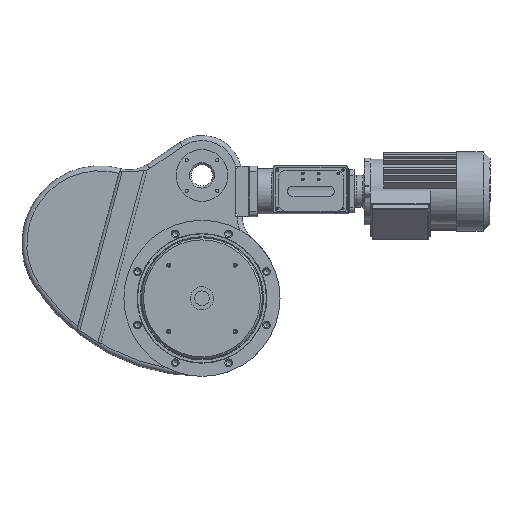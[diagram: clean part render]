
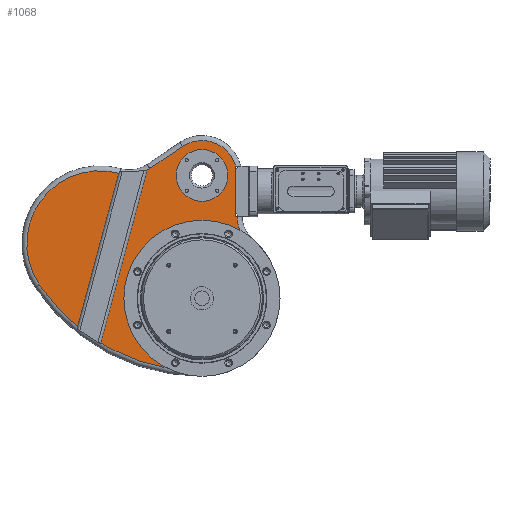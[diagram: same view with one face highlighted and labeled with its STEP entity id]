
A CAD part, front view. The second image highlights one B-rep face of the part: STEP entity #1068.
In plain terms, the highlighted face is planar.
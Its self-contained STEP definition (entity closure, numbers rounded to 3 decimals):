
#1068=ADVANCED_FACE('',(#1984,#1986,#1988),#1990,.F.);
#1984=FACE_BOUND('',#1985,.T.);
#1985=EDGE_LOOP('',(#7491,#7492,#7493,#7494,#7495,#7496,#7497,#7498,#7499,#7500));
#1986=FACE_BOUND('',#1987,.T.);
#1987=EDGE_LOOP('',(#7501));
#1988=FACE_BOUND('',#1989,.T.);
#1989=EDGE_LOOP('',(#7502));
#1990=PLANE('',#1991);
#1991=AXIS2_PLACEMENT_3D('',#1992,#1993,#1994);
#1992=CARTESIAN_POINT('',(0.,0.,-32.));
#1993=DIRECTION('',(0.,0.,1.));
#1994=DIRECTION('',(1.,0.,0.));
#7491=ORIENTED_EDGE('',*,*,#9839,.F.);
#7492=ORIENTED_EDGE('',*,*,#9876,.F.);
#7493=ORIENTED_EDGE('',*,*,#9877,.F.);
#7494=ORIENTED_EDGE('',*,*,#9878,.F.);
#7495=ORIENTED_EDGE('',*,*,#9879,.F.);
#7496=ORIENTED_EDGE('',*,*,#9880,.F.);
#7497=ORIENTED_EDGE('',*,*,#9832,.F.);
#7498=ORIENTED_EDGE('',*,*,#9881,.F.);
#7499=ORIENTED_EDGE('',*,*,#9882,.F.);
#7500=ORIENTED_EDGE('',*,*,#9883,.F.);
#7501=ORIENTED_EDGE('',*,*,#9884,.F.);
#7502=ORIENTED_EDGE('',*,*,#9885,.F.);
#9832=EDGE_CURVE('',#11141,#11142,#11143,.T.);
#9839=EDGE_CURVE('',#11154,#11156,#11157,.T.);
#9876=EDGE_CURVE('',#11219,#11154,#11220,.T.);
#9877=EDGE_CURVE('',#11221,#11219,#11222,.T.);
#9878=EDGE_CURVE('',#11223,#11221,#11224,.T.);
#9879=EDGE_CURVE('',#11225,#11223,#11226,.T.);
#9880=EDGE_CURVE('',#11142,#11225,#11227,.T.);
#9881=EDGE_CURVE('',#11228,#11141,#11229,.T.);
#9882=EDGE_CURVE('',#11230,#11228,#11231,.F.);
#9883=EDGE_CURVE('',#11156,#11230,#11232,.T.);
#9884=EDGE_CURVE('',#11233,#11233,#11234,.F.);
#9885=EDGE_CURVE('',#11235,#11235,#11236,.F.);
#11141=VERTEX_POINT('',#13887);
#11142=VERTEX_POINT('',#13888);
#11143=CIRCLE('',#13889,55.);
#11154=VERTEX_POINT('',#13991);
#11156=VERTEX_POINT('',#13996);
#11157=CIRCLE('',#13997,52.5);
#11219=VERTEX_POINT('',#14209);
#11220=LINE('',#14210,#14211);
#11221=VERTEX_POINT('',#14213);
#11222=CIRCLE('',#14214,55.);
#11223=VERTEX_POINT('',#14218);
#11224=CIRCLE('',#14219,110.);
#11225=VERTEX_POINT('',#14223);
#11226=CIRCLE('',#14224,295.);
#11227=CIRCLE('',#14228,110.);
#11228=VERTEX_POINT('',#14232);
#11229=LINE('',#14233,#14234);
#11230=VERTEX_POINT('',#14236);
#11231=LINE('',#14237,#14238);
#11232=LINE('',#14240,#14241);
#11233=VERTEX_POINT('',#14243);
#11234=CIRCLE('',#14244,100.);
#11235=VERTEX_POINT('',#14248);
#11236=CIRCLE('',#14249,34.);
#13887=CARTESIAN_POINT('',(64.957,123.,-32.));
#13888=CARTESIAN_POINT('',(45.833,83.45,-32.));
#13889=AXIS2_PLACEMENT_3D('',#13890,#13891,#13892);
#13890=CARTESIAN_POINT('',(10.,125.175,-32.));
#13891=DIRECTION('',(0.,0.,-1.));
#13892=DIRECTION('',(0.999,-0.04,0.));
#13991=CARTESIAN_POINT('',(146.858,228.524,-32.));
#13996=CARTESIAN_POINT('',(66.901,199.,-32.));
#13997=AXIS2_PLACEMENT_3D('',#13998,#13999,#14000);
#13998=CARTESIAN_POINT('',(117.5,185.,-32.));
#13999=DIRECTION('',(0.,0.,1.));
#14000=DIRECTION('',(0.559,0.829,0.));
#14209=CARTESIAN_POINT('',(196.06,195.337,-32.));
#14210=CARTESIAN_POINT('',(196.06,195.337,-32.));
#14211=VECTOR('',#14212,1.);
#14212=DIRECTION('',(-0.829,0.559,0.));
#14213=CARTESIAN_POINT('',(241.605,187.96,-32.));
#14214=AXIS2_PLACEMENT_3D('',#14215,#14216,#14217);
#14215=CARTESIAN_POINT('',(226.815,240.934,-32.));
#14216=DIRECTION('',(0.,0.,-1.));
#14217=DIRECTION('',(0.269,-0.963,0.));
#14218=CARTESIAN_POINT('',(362.073,20.048,-32.));
#14219=AXIS2_PLACEMENT_3D('',#14220,#14221,#14222);
#14220=CARTESIAN_POINT('',(271.186,82.012,-32.));
#14221=DIRECTION('',(0.,0.,1.));
#14222=DIRECTION('',(0.826,-0.563,0.));
#14223=CARTESIAN_POINT('',(117.5,-110.,-32.));
#14224=AXIS2_PLACEMENT_3D('',#14225,#14226,#14227);
#14225=CARTESIAN_POINT('',(117.5,185.,-32.));
#14226=DIRECTION('',(0.,0.,1.));
#14227=DIRECTION('',(0.,-1.,0.));
#14228=AXIS2_PLACEMENT_3D('',#14229,#14230,#14231);
#14229=CARTESIAN_POINT('',(117.5,0.,-32.));
#14230=DIRECTION('',(0.,0.,1.));
#14231=DIRECTION('',(-0.652,0.759,0.));
#14232=CARTESIAN_POINT('',(67.5,123.,-32.));
#14233=CARTESIAN_POINT('',(67.5,123.,-32.));
#14234=VECTOR('',#14235,1.);
#14235=DIRECTION('',(-1.,0.,0.));
#14236=CARTESIAN_POINT('',(67.5,199.,-32.));
#14237=CARTESIAN_POINT('',(67.5,123.,-32.));
#14238=VECTOR('',#14239,1.);
#14239=DIRECTION('',(0.,1.,0.));
#14240=CARTESIAN_POINT('',(66.901,199.,-32.));
#14241=VECTOR('',#14242,1.);
#14242=DIRECTION('',(1.,0.,0.));
#14243=CARTESIAN_POINT('',(217.5,0.,-32.));
#14244=AXIS2_PLACEMENT_3D('',#14245,#14246,#14247);
#14245=CARTESIAN_POINT('',(117.5,0.,-32.));
#14246=DIRECTION('',(0.,0.,1.));
#14247=DIRECTION('',(1.,0.,0.));
#14248=CARTESIAN_POINT('',(151.5,185.,-32.));
#14249=AXIS2_PLACEMENT_3D('',#14250,#14251,#14252);
#14250=CARTESIAN_POINT('',(117.5,185.,-32.));
#14251=DIRECTION('',(0.,0.,1.));
#14252=DIRECTION('',(1.,0.,0.));
